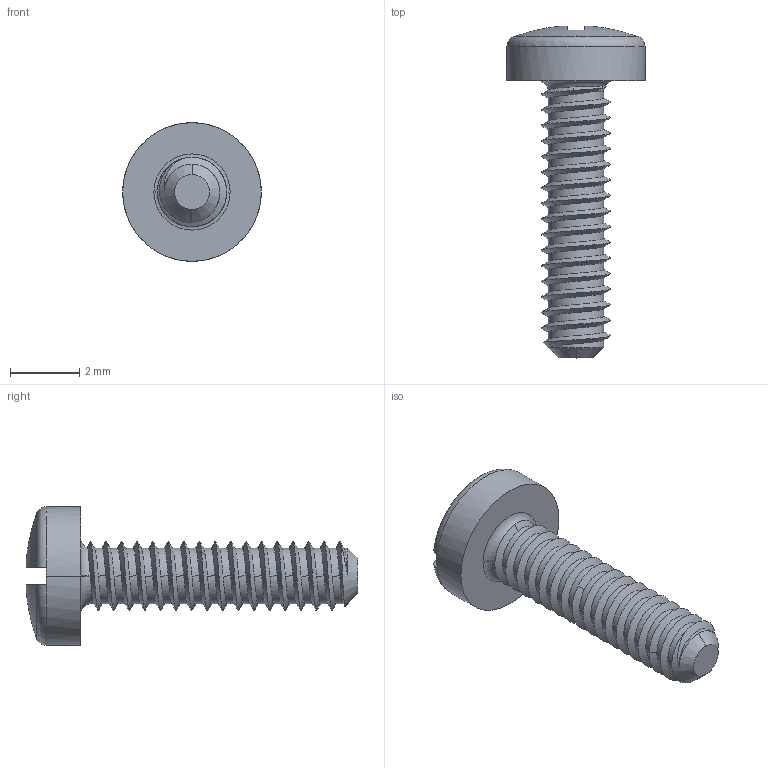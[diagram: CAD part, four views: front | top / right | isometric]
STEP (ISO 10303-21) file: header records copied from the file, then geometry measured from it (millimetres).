
FILE_DESCRIPTION((''),'2;1');
FILE_NAME('SICHERUNGSSCHRA_1000005730_PAE_000_AA','2025-05-28T08:43:13',('weberr1'),(''),'CREO PARAMETRIC BY PTC INC, 2023154','CREO PARAMETRIC BY PTC INC, 2023154','');
FILE_SCHEMA(('CONFIG_CONTROL_DESIGN','SHAPE_APPEARANCE_LAYERS_GROUPS'));
Length unit declared in the file: millimetre
Products named in the file (1): SICHERUNGSSCHRA_1000005730_PAE_000_AA
Bounding box: 4 x 9.58 x 4 mm (x, y, z)
Volume: 33.3 mm3; surface area: 110.2 mm2
Topology: 1 solids, 1 shells, 89 faces, 250 edges, 162 vertices
Faces by surface type: cylinder 36, plane 20, bspline 12, cone 10, torus 7, sphere 4
Entity records: 5355 total; most frequent: CARTESIAN_POINT 3042, ORIENTED_EDGE 496, DIRECTION 341, EDGE_CURVE 248, COLOUR_RGB 209, VERTEX_POINT 162, AXIS2_PLACEMENT_3D 138, B_SPLINE_CURVE_WITH_KNOTS 122
